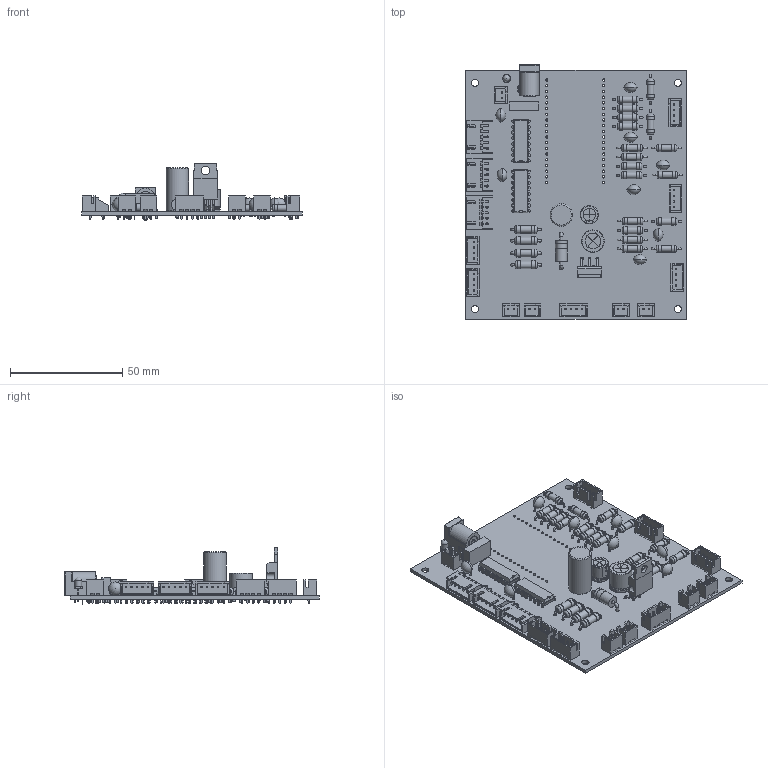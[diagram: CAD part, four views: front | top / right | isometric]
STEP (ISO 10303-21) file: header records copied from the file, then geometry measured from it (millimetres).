
FILE_DESCRIPTION(('KiCad electronic assembly'),'2;1');
FILE_NAME('integrated_board.step','2025-01-22T16:48:56',('Pcbnew'),( 'Kicad'),'Open CASCADE STEP processor 7.6','KiCad to STEP converter' ,'Unknown');
FILE_SCHEMA(('AUTOMOTIVE_DESIGN { 1 0 10303 214 1 1 1 1 }'));
Length unit declared in the file: millimetre
Products named in the file (32): integrated_board 1; JST_XH_B4B-XH-A_1x04_P2.50mm_Vertical; JST_B4B_XH_A; JST_XH_B2B-XH-A_1x02_P2.50mm_Vertical; JST_B2B_XH_A; R_Axial_DIN0309_L9.0mm_D3.2mm_P12.70mm_Horizontal; R_Axial_DIN0309_L90mm_D32mm_P1270mm_Horizontal; R_Box_L13.0mm_W4.0mm_P9.00mm; R_Box_L130mm_W40mm_P900mm; C_Disc_D6.0mm_W4.4mm_P5.00mm; C_Disc_D60mm_W44mm_P500mm; JST_XH_S5B-XH-A_1x05_P2.50mm_Horizontal; JST_S5B_XH_A; R_Axial_DIN0411_L9.9mm_D3.6mm_P12.70mm_Horizontal; R_Axial_DIN0411_L99mm_D36mm_P1270mm_Horizontal; DIP-16_W7.62mm; BarrelJack_Horizontal; D_DO-201AD_P15.24mm_Horizontal; CP_Radial_D10.0mm_P2.50mm_P5.00mm; CP_Radial_D100mm_P250mm_P500mm; L_Radial_D10.0mm_P5.00mm_Neosid_SD12_style3; TO-220-5_P3.4x3.7mm_StaggerOdd_Lead3.8mm_Vertical; TO_220_5_Pentawatt_Multiwatt_5_Vertical_StaggeredType1; LED_D3.0mm; CP_Radial_D8.0mm_P3.80mm; CP_Radial_D80mm_P380mm; integrated_board_PCB
Assembly tree (70 placements, depth 3):
  integrated_board 1
    JST_XH_B4B-XH-A_1x04_P2.50mm_Vertical  x6
      JST_B4B_XH_A
    JST_XH_B2B-XH-A_1x02_P2.50mm_Vertical  x5
      JST_B2B_XH_A
    R_Axial_DIN0309_L9.0mm_D3.2mm_P12.70mm_Horizontal  x18
      R_Axial_DIN0309_L90mm_D32mm_P1270mm_Horizontal
    R_Box_L13.0mm_W4.0mm_P9.00mm
      R_Box_L130mm_W40mm_P900mm
    C_Disc_D6.0mm_W4.4mm_P5.00mm  x8
      C_Disc_D60mm_W44mm_P500mm
    JST_XH_S5B-XH-A_1x05_P2.50mm_Horizontal  x3
      JST_S5B_XH_A
    R_Axial_DIN0411_L9.9mm_D3.6mm_P12.70mm_Horizontal  x4
      R_Axial_DIN0411_L99mm_D36mm_P1270mm_Horizontal
    DIP-16_W7.62mm  x2
      DIP-16_W7.62mm
    BarrelJack_Horizontal
      BarrelJack_Horizontal
    D_DO-201AD_P15.24mm_Horizontal
      D_DO-201AD_P15.24mm_Horizontal
    CP_Radial_D10.0mm_P2.50mm_P5.00mm
      CP_Radial_D100mm_P250mm_P500mm
    L_Radial_D10.0mm_P5.00mm_Neosid_SD12_style3
      L_Radial_D10.0mm_P5.00mm_Neosid_SD12_style3
    TO-220-5_P3.4x3.7mm_StaggerOdd_Lead3.8mm_Vertical
      TO_220_5_Pentawatt_Multiwatt_5_Vertical_StaggeredType1
    LED_D3.0mm
      LED_D3.0mm
    CP_Radial_D8.0mm_P3.80mm
      CP_Radial_D80mm_P380mm
    integrated_board_PCB
Bounding box: 98.5 x 113.55 x 25.35 mm (x, y, z)
Volume: 28029.8 mm3; surface area: 41135.4 mm2
Topology: 59 solids, 61 shells, 3444 faces, 8715 edges, 5582 vertices
Faces by surface type: plane 2575, cylinder 654, torus 96, bspline 69, revolution 26, sphere 22, extrusion 2
Full cylindrical faces by diameter (mm): 0.5 x18, 0.7 x74, 0.8 x108, 0.9 x4, 0.95 x39, 1 x14, 1.04 x38, 1.1 x5, 1.2 x10, 1.3 x4, 1.5 x3, 1.6 x2, 2 x2, 2.88 x18, 3 x1, 3.2 x40, 3.24 x4, 3.6 x8, 3.8 x1, 5.2 x2, 5.22 x1, 6.3 x1, 10 x1
Entity records: 50743 total; most frequent: CARTESIAN_POINT 9441, ORIENTED_EDGE 6742, DIRECTION 6729, EDGE_CURVE 3371, VECTOR 2467, LINE 2465, VERTEX_POINT 2180, AXIS2_PLACEMENT_3D 2125
